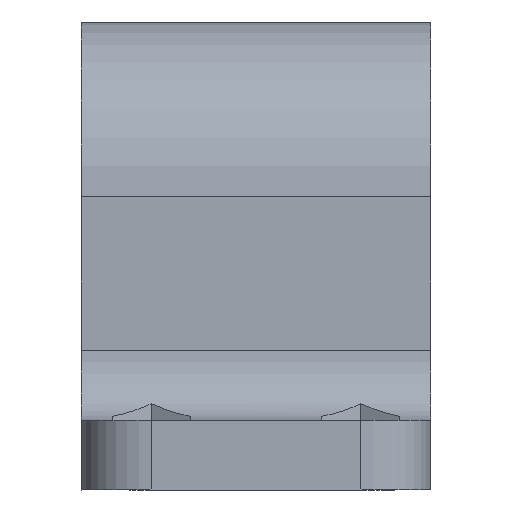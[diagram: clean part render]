
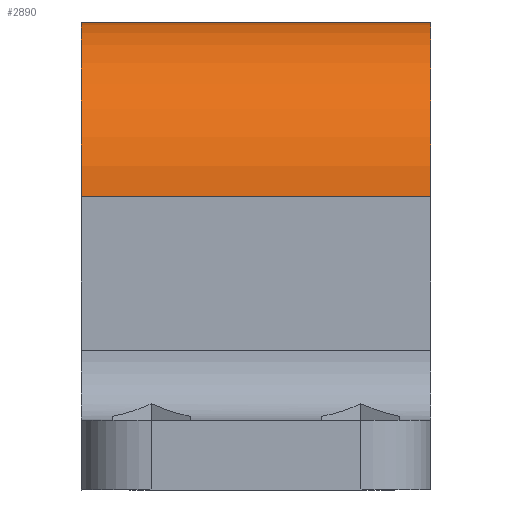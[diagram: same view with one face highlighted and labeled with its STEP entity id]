
A CAD part, left-side view. The second image highlights one B-rep face of the part: STEP entity #2890.
In plain terms, the highlighted cylindrical face has radius 12.5 mm (diameter 25 mm), a partial arc.
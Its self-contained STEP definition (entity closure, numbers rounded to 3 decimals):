
#176=CARTESIAN_POINT('',(-25.0,0.0,21.));
#177=VERTEX_POINT('',#176);
#184=CARTESIAN_POINT('',(-50.0,0.0,21.));
#185=VERTEX_POINT('',#184);
#186=CARTESIAN_POINT('',(-37.5,0.0,21.));
#187=DIRECTION('',(0.0,-1.0,0.0));
#188=DIRECTION('',(1.0,0.0,0.0));
#189=AXIS2_PLACEMENT_3D('',#186,#187,#188);
#190=CIRCLE('',#189,12.5);
#191=EDGE_CURVE('',#177,#185,#190,.T.);
#424=CARTESIAN_POINT('',(-50.0,25.0,21.));
#425=VERTEX_POINT('',#424);
#432=CARTESIAN_POINT('',(-25.0,25.0,21.));
#433=VERTEX_POINT('',#432);
#434=CARTESIAN_POINT('',(-37.5,25.0,21.));
#435=DIRECTION('',(0.0,1.0,0.0));
#436=DIRECTION('',(1.0,0.0,0.0));
#437=AXIS2_PLACEMENT_3D('',#434,#435,#436);
#438=CIRCLE('',#437,12.5);
#439=EDGE_CURVE('',#425,#433,#438,.T.);
#811=CARTESIAN_POINT('',(-50.0,0.0,21.));
#812=DIRECTION('',(0.0,1.0,0.0));
#813=VECTOR('',#812,25.0);
#814=LINE('',#811,#813);
#815=EDGE_CURVE('',#185,#425,#814,.T.);
#2869=CARTESIAN_POINT('',(-25.0,0.0,21.));
#2870=DIRECTION('',(0.0,1.0,0.0));
#2871=VECTOR('',#2870,25.0);
#2872=LINE('',#2869,#2871);
#2873=EDGE_CURVE('',#177,#433,#2872,.T.);
#2879=CARTESIAN_POINT('',(-37.5,0.0,21.));
#2880=DIRECTION('',(0.0,1.0,0.0));
#2881=DIRECTION('',(1.0,0.0,0.0));
#2882=AXIS2_PLACEMENT_3D('',#2879,#2880,#2881);
#2883=CYLINDRICAL_SURFACE('',#2882,12.5);
#2884=ORIENTED_EDGE('',*,*,#191,.F.);
#2885=ORIENTED_EDGE('',*,*,#2873,.T.);
#2886=ORIENTED_EDGE('',*,*,#439,.F.);
#2887=ORIENTED_EDGE('',*,*,#815,.F.);
#2888=EDGE_LOOP('',(#2884,#2885,#2886,#2887));
#2889=FACE_OUTER_BOUND('',#2888,.T.);
#2890=ADVANCED_FACE('',(#2889),#2883,.T.);
